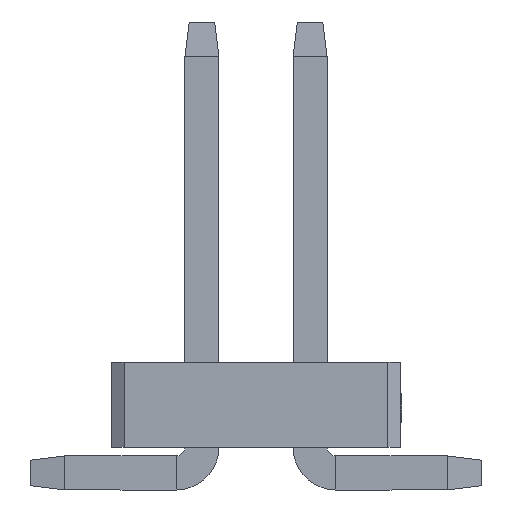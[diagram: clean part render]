
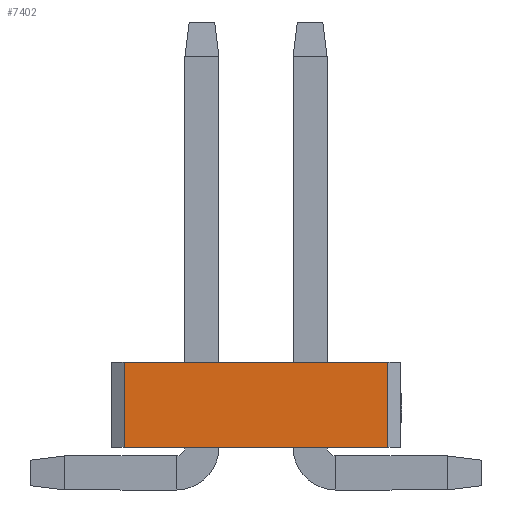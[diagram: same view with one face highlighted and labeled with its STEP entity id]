
A CAD part, left-side view. The second image highlights one B-rep face of the part: STEP entity #7402.
In plain terms, the highlighted planar face has unit normal (-1, 0, 0).
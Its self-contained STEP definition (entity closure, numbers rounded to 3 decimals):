
#177=FACE_OUTER_BOUND('',#614,.T.);
#614=EDGE_LOOP('',(#4926,#4927,#4928,#4929));
#1407=LINE('',#10607,#2250);
#1408=LINE('',#10609,#2251);
#1409=LINE('',#10611,#2252);
#1410=LINE('',#10612,#2253);
#2250=VECTOR('',#8502,1.);
#2251=VECTOR('',#8503,1.);
#2252=VECTOR('',#8504,1.);
#2253=VECTOR('',#8505,1.);
#3171=VERTEX_POINT('',#10605);
#3172=VERTEX_POINT('',#10606);
#3173=VERTEX_POINT('',#10608);
#3174=VERTEX_POINT('',#10610);
#3853=EDGE_CURVE('',#3171,#3172,#1407,.T.);
#3854=EDGE_CURVE('',#3173,#3171,#1408,.T.);
#3855=EDGE_CURVE('',#3173,#3174,#1409,.T.);
#3856=EDGE_CURVE('',#3174,#3172,#1410,.T.);
#4926=ORIENTED_EDGE('',*,*,#3853,.F.);
#4927=ORIENTED_EDGE('',*,*,#3854,.F.);
#4928=ORIENTED_EDGE('',*,*,#3855,.T.);
#4929=ORIENTED_EDGE('',*,*,#3856,.T.);
#6879=PLANE('',#7877);
#7402=ADVANCED_FACE('',(#177),#6879,.F.);
#7877=AXIS2_PLACEMENT_3D('',#10604,#8500,#8501);
#8500=DIRECTION('center_axis',(1.,0.,0.));
#8501=DIRECTION('ref_axis',(0.,0.,-1.));
#8502=DIRECTION('',(0.,-1.,0.));
#8503=DIRECTION('',(0.,0.,1.));
#8504=DIRECTION('',(0.,-1.,0.));
#8505=DIRECTION('',(0.,0.,1.));
#10604=CARTESIAN_POINT('Origin',(-2.54,1.7,1.5));
#10605=CARTESIAN_POINT('',(-2.54,1.55,1.5));
#10606=CARTESIAN_POINT('',(-2.54,-1.55,1.5));
#10607=CARTESIAN_POINT('',(-2.54,1.7,1.5));
#10608=CARTESIAN_POINT('',(-2.54,1.55,0.5));
#10609=CARTESIAN_POINT('',(-2.54,1.55,-0.5));
#10610=CARTESIAN_POINT('',(-2.54,-1.55,0.5));
#10611=CARTESIAN_POINT('',(-2.54,1.7,0.5));
#10612=CARTESIAN_POINT('',(-2.54,-1.55,-0.5));
